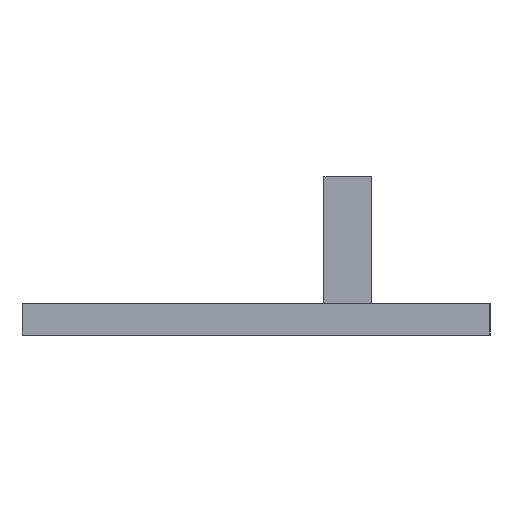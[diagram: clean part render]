
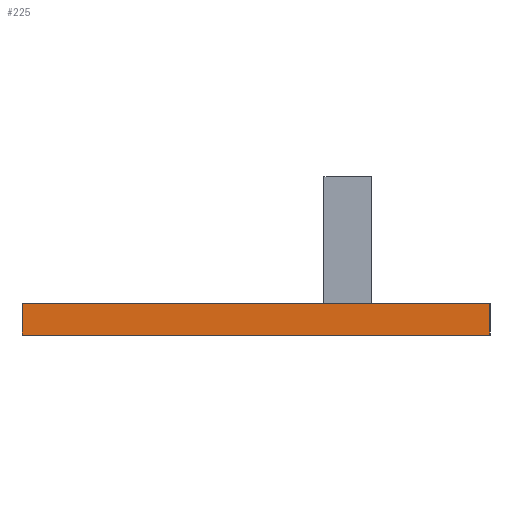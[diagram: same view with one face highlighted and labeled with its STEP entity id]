
A CAD part, left-side view. The second image highlights one B-rep face of the part: STEP entity #225.
In plain terms, the highlighted planar face has unit normal (-1, 0, 0).
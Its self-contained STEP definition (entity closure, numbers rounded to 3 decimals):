
#46 = EDGE_LOOP ( 'NONE', ( #110, #114, #182, #165 ) ) ;
#110 = ORIENTED_EDGE ( 'NONE', *, *, #554, .T. ) ;
#114 = ORIENTED_EDGE ( 'NONE', *, *, #544, .T. ) ;
#165 = ORIENTED_EDGE ( 'NONE', *, *, #546, .T. ) ;
#182 = ORIENTED_EDGE ( 'NONE', *, *, #852, .F. ) ;
#225 = ADVANCED_FACE ( 'NONE', ( #1158 ), #788, .T. ) ;
#255 = CARTESIAN_POINT ( 'NONE',  ( -54., -14.8, -8. ) ) ;
#256 = CARTESIAN_POINT ( 'NONE',  ( -54., 14.8, -10. ) ) ;
#259 = CARTESIAN_POINT ( 'NONE',  ( -54., -14.8, -10. ) ) ;
#261 = CARTESIAN_POINT ( 'NONE',  ( -54., -14.8, -10. ) ) ;
#270 = CARTESIAN_POINT ( 'NONE',  ( -54., 14.8, -8. ) ) ;
#371 = CARTESIAN_POINT ( 'NONE',  ( -54., -14.8, -8. ) ) ;
#437 = DIRECTION ( 'NONE',  ( 0., 1., 0. ) ) ;
#453 = DIRECTION ( 'NONE',  ( 0., -1., 0. ) ) ;
#471 = DIRECTION ( 'NONE',  ( 0., 0., 1. ) ) ;
#481 = CARTESIAN_POINT ( 'NONE',  ( -54., 14.8, -10. ) ) ;
#509 = DIRECTION ( 'NONE',  ( 0., 0., 1. ) ) ;
#514 = CARTESIAN_POINT ( 'NONE',  ( -54., -14.8, -10. ) ) ;
#544 = EDGE_CURVE ( 'NONE', #579, #600, #1216, .T. ) ;
#546 = EDGE_CURVE ( 'NONE', #583, #590, #1215, .T. ) ;
#554 = EDGE_CURVE ( 'NONE', #590, #579, #1224, .T. ) ;
#579 = VERTEX_POINT ( 'NONE', #255 ) ;
#583 = VERTEX_POINT ( 'NONE', #256 ) ;
#590 = VERTEX_POINT ( 'NONE', #261 ) ;
#600 = VERTEX_POINT ( 'NONE', #270 ) ;
#788 = PLANE ( 'NONE',  #936 ) ;
#791 = CARTESIAN_POINT ( 'NONE',  ( -54., -14.8, -10. ) ) ;
#797 = DIRECTION ( 'NONE',  ( -1., 0., 0. ) ) ;
#798 = DIRECTION ( 'NONE',  ( 0., 0., 1. ) ) ;
#852 = EDGE_CURVE ( 'NONE', #583, #600, #1275, .T. ) ;
#936 = AXIS2_PLACEMENT_3D ( 'NONE', #791, #797, #798 ) ;
#1158 = FACE_OUTER_BOUND ( 'NONE', #46, .T. ) ;
#1215 = LINE ( 'NONE', #259, #1222 ) ;
#1216 = LINE ( 'NONE', #371, #1217 ) ;
#1217 = VECTOR ( 'NONE', #437, 1000. ) ;
#1222 = VECTOR ( 'NONE', #453, 1000. ) ;
#1224 = LINE ( 'NONE', #514, #1236 ) ;
#1236 = VECTOR ( 'NONE', #509, 1000. ) ;
#1275 = LINE ( 'NONE', #481, #1276 ) ;
#1276 = VECTOR ( 'NONE', #471, 1000. ) ;
